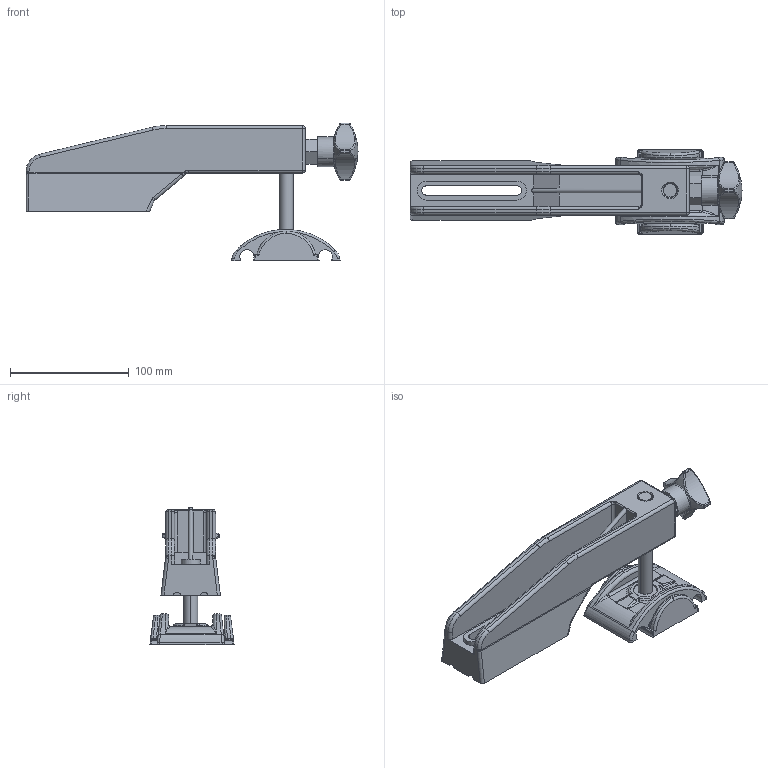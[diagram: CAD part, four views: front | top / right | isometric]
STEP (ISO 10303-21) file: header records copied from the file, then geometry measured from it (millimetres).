
FILE_DESCRIPTION(('CATIA V5 STEP Exchange'),'2;1');
FILE_NAME('210100300.stp','2017-12-29T10:14:05+00:00',('none'),('none'),'CATIA Version 5 Release 21 GA (IN-10)','CATIA V5 STEP AP203','none');
FILE_SCHEMA(('CONFIG_CONTROL_DESIGN'));
Length unit declared in the file: millimetre
Products named in the file (1): 210100300
Assembly tree (4 placements, depth 2):
  210100300
    #58
    #5610
    #6240
    #10252
Bounding box: 279.45 x 70.74 x 115.84 mm (x, y, z)
Volume: 394452.8 mm3; surface area: 120127.1 mm2
Topology: 8 solids, 8 shells, 572 faces, 1395 edges, 795 vertices
Faces by surface type: cylinder 164, plane 154, bspline 144, torus 48, sphere 32, cone 26, revolution 4
Entity records: 25927 total; most frequent: CARTESIAN_POINT 14647, ORIENTED_EDGE 2678, DIRECTION 1545, EDGE_CURVE 1339, VERTEX_POINT 795, AXIS2_PLACEMENT_3D 675, EDGE_LOOP 600, ADVANCED_FACE 572
